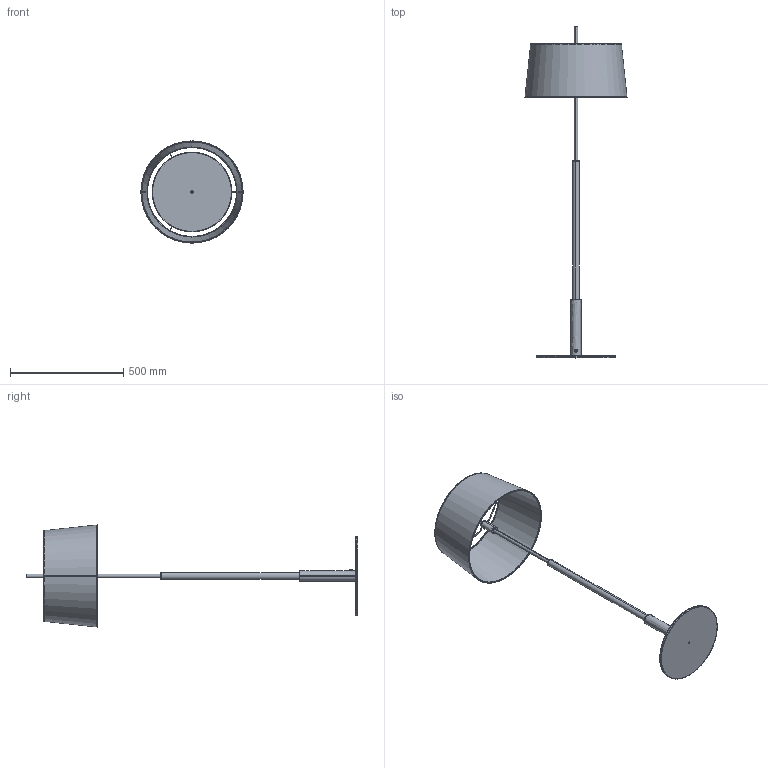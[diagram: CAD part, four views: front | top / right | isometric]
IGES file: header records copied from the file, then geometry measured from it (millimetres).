
Start section: SolidWorks IGES file using analytic representation for surfaces
Global section: file name: 3D_Diana_peu.IGS; native system: SolidWorks 2015; preprocessor: SolidWorks 2015; author: marc.torres; date: 160105.122358; units: millimetre
Bounding box: 450.26 x 1463.5 x 450.26 mm (x, y, z)
Surface area: 1033338 mm2 (no closed solid volume)
Topology: 0 solids, 0 shells, 72 faces, 1600 edges, 1600 vertices
Faces by surface type: revolution 43, bspline 29
